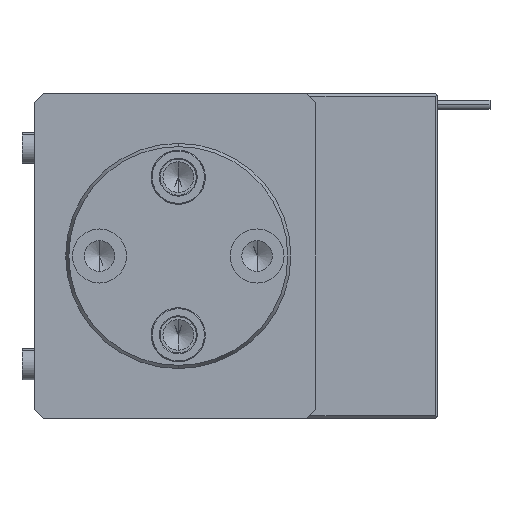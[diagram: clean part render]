
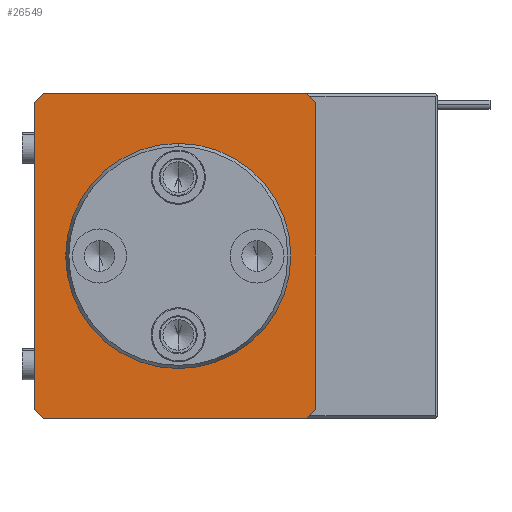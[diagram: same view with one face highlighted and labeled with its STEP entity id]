
A CAD part, left-side view. The second image highlights one B-rep face of the part: STEP entity #26549.
In plain terms, the highlighted face is planar.
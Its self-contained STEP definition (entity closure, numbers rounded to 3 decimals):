
#834 = LINE ( 'NONE', #31283, #5656 ) ;
#1510 = EDGE_CURVE ( 'NONE', #38624, #8058, #5136, .T. ) ;
#1529 = VERTEX_POINT ( 'NONE', #19410 ) ;
#1922 = EDGE_CURVE ( 'NONE', #32856, #31636, #834, .T. ) ;
#2039 = ORIENTED_EDGE ( 'NONE', *, *, #1922, .T. ) ;
#3956 = ORIENTED_EDGE ( 'NONE', *, *, #20331, .F. ) ;
#4473 = DIRECTION ( 'NONE',  ( 0.707, -0.707, 0. ) ) ;
#4760 = ORIENTED_EDGE ( 'NONE', *, *, #36610, .T. ) ;
#5136 = LINE ( 'NONE', #15539, #22728 ) ;
#5656 = VECTOR ( 'NONE', #11253, 1000. ) ;
#6174 = DIRECTION ( 'NONE',  ( -0.707, -0.707, 0. ) ) ;
#7679 = DIRECTION ( 'NONE',  ( 0.707, 0.707, 0. ) ) ;
#7728 = DIRECTION ( 'NONE',  ( -1., 0., 0. ) ) ;
#8058 = VERTEX_POINT ( 'NONE', #13331 ) ;
#8101 = CARTESIAN_POINT ( 'NONE',  ( 0., -0.7, 12.5 ) ) ;
#9073 = LINE ( 'NONE', #31404, #37479 ) ;
#11253 = DIRECTION ( 'NONE',  ( -1., 0., 0. ) ) ;
#11558 = CIRCLE ( 'NONE', #40444, 25. ) ;
#11663 = EDGE_CURVE ( 'NONE', #31636, #39131, #21915, .T. ) ;
#11941 = EDGE_CURVE ( 'NONE', #22015, #1529, #9073, .T. ) ;
#12522 = ORIENTED_EDGE ( 'NONE', *, *, #1510, .T. ) ;
#13282 = DIRECTION ( 'NONE',  ( 1., 0., 0. ) ) ;
#13305 = ORIENTED_EDGE ( 'NONE', *, *, #11941, .T. ) ;
#13331 = CARTESIAN_POINT ( 'NONE',  ( 36., 29.2, 12.5 ) ) ;
#13647 = VECTOR ( 'NONE', #13711, 1000. ) ;
#13711 = DIRECTION ( 'NONE',  ( 0., -1., 0. ) ) ;
#14316 = ORIENTED_EDGE ( 'NONE', *, *, #11663, .T. ) ;
#14389 = DIRECTION ( 'NONE',  ( 0., 0., 1. ) ) ;
#15539 = CARTESIAN_POINT ( 'NONE',  ( 36., 29.2, 12.5 ) ) ;
#16231 = VERTEX_POINT ( 'NONE', #30532 ) ;
#16796 = DIRECTION ( 'NONE',  ( 1., 0., 0. ) ) ;
#17113 = VECTOR ( 'NONE', #6174, 1000. ) ;
#18137 = CARTESIAN_POINT ( 'NONE',  ( 36., -29.2, 12.5 ) ) ;
#18504 = ORIENTED_EDGE ( 'NONE', *, *, #30959, .T. ) ;
#19193 = CARTESIAN_POINT ( 'NONE',  ( 34., 31.2, 12.5 ) ) ;
#19410 = CARTESIAN_POINT ( 'NONE',  ( -34., -31.2, 12.5 ) ) ;
#20331 = EDGE_CURVE ( 'NONE', #35025, #38542, #31222, .T. ) ;
#20690 = CARTESIAN_POINT ( 'NONE',  ( 36., -29.2, 12.5 ) ) ;
#20725 = LINE ( 'NONE', #18137, #37390 ) ;
#21915 = LINE ( 'NONE', #37156, #17113 ) ;
#22015 = VERTEX_POINT ( 'NONE', #33915 ) ;
#22285 = EDGE_LOOP ( 'NONE', ( #27527, #12522, #18504, #2039, #14316, #36827, #13305, #4760 ) ) ;
#22728 = VECTOR ( 'NONE', #39692, 1000. ) ;
#23172 = CARTESIAN_POINT ( 'NONE',  ( -36., 29.2, 12.5 ) ) ;
#23519 = CARTESIAN_POINT ( 'NONE',  ( 34., -31.2, 12.5 ) ) ;
#24317 = CARTESIAN_POINT ( 'NONE',  ( -36., -29.2, 12.5 ) ) ;
#24418 = CARTESIAN_POINT ( 'NONE',  ( -25., -0.7, 12.5 ) ) ;
#24882 = DIRECTION ( 'NONE',  ( -0.707, 0.707, 0. ) ) ;
#26192 = AXIS2_PLACEMENT_3D ( 'NONE', #33783, #40408, #13282 ) ;
#26332 = LINE ( 'NONE', #42018, #32272 ) ;
#26549 = ADVANCED_FACE ( 'NONE', ( #35814, #43376 ), #38875, .F. ) ;
#27527 = ORIENTED_EDGE ( 'NONE', *, *, #36653, .T. ) ;
#28361 = ORIENTED_EDGE ( 'NONE', *, *, #39273, .F. ) ;
#28425 = EDGE_CURVE ( 'NONE', #39131, #22015, #37759, .T. ) ;
#28799 = VECTOR ( 'NONE', #16796, 1000. ) ;
#29501 = EDGE_LOOP ( 'NONE', ( #28361, #3956 ) ) ;
#30532 = CARTESIAN_POINT ( 'NONE',  ( 34., -31.2, 12.5 ) ) ;
#30959 = EDGE_CURVE ( 'NONE', #8058, #32856, #26332, .T. ) ;
#31222 = CIRCLE ( 'NONE', #26192, 25. ) ;
#31283 = CARTESIAN_POINT ( 'NONE',  ( -34., 31.2, 12.5 ) ) ;
#31404 = CARTESIAN_POINT ( 'NONE',  ( -34., -31.2, 12.5 ) ) ;
#31636 = VERTEX_POINT ( 'NONE', #39115 ) ;
#31813 = DIRECTION ( 'NONE',  ( 0., 0., -1. ) ) ;
#32272 = VECTOR ( 'NONE', #24882, 1000. ) ;
#32856 = VERTEX_POINT ( 'NONE', #19193 ) ;
#33783 = CARTESIAN_POINT ( 'NONE',  ( 0., -0.7, 12.5 ) ) ;
#33915 = CARTESIAN_POINT ( 'NONE',  ( -36., -29.2, 12.5 ) ) ;
#35025 = VERTEX_POINT ( 'NONE', #24418 ) ;
#35814 = FACE_OUTER_BOUND ( 'NONE', #22285, .T. ) ;
#36610 = EDGE_CURVE ( 'NONE', #1529, #16231, #43862, .T. ) ;
#36653 = EDGE_CURVE ( 'NONE', #16231, #38624, #20725, .T. ) ;
#36827 = ORIENTED_EDGE ( 'NONE', *, *, #28425, .T. ) ;
#37156 = CARTESIAN_POINT ( 'NONE',  ( -36., 29.2, 12.5 ) ) ;
#37390 = VECTOR ( 'NONE', #7679, 1000. ) ;
#37479 = VECTOR ( 'NONE', #4473, 1000. ) ;
#37759 = LINE ( 'NONE', #24317, #13647 ) ;
#38431 = CARTESIAN_POINT ( 'NONE',  ( 0., 0., 12.5 ) ) ;
#38511 = DIRECTION ( 'NONE',  ( 1., 0., 0. ) ) ;
#38542 = VERTEX_POINT ( 'NONE', #40407 ) ;
#38624 = VERTEX_POINT ( 'NONE', #20690 ) ;
#38875 = PLANE ( 'NONE',  #40710 ) ;
#39115 = CARTESIAN_POINT ( 'NONE',  ( -34., 31.2, 12.5 ) ) ;
#39131 = VERTEX_POINT ( 'NONE', #23172 ) ;
#39273 = EDGE_CURVE ( 'NONE', #38542, #35025, #11558, .T. ) ;
#39692 = DIRECTION ( 'NONE',  ( 0., 1., 0. ) ) ;
#40407 = CARTESIAN_POINT ( 'NONE',  ( 25., -0.7, 12.5 ) ) ;
#40408 = DIRECTION ( 'NONE',  ( 0., 0., 1. ) ) ;
#40444 = AXIS2_PLACEMENT_3D ( 'NONE', #8101, #14389, #38511 ) ;
#40710 = AXIS2_PLACEMENT_3D ( 'NONE', #38431, #31813, #7728 ) ;
#42018 = CARTESIAN_POINT ( 'NONE',  ( 34., 31.2, 12.5 ) ) ;
#43376 = FACE_BOUND ( 'NONE', #29501, .T. ) ;
#43862 = LINE ( 'NONE', #23519, #28799 ) ;
